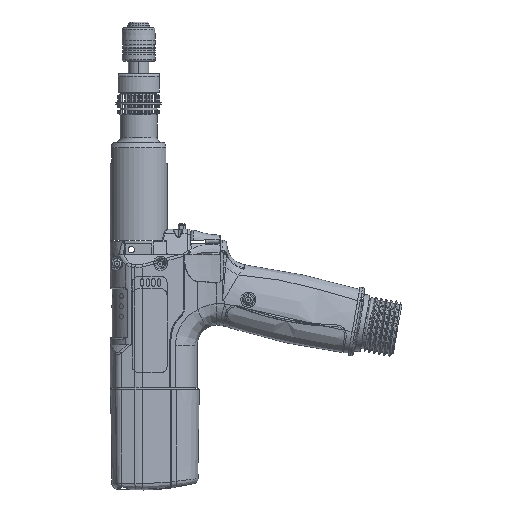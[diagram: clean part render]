
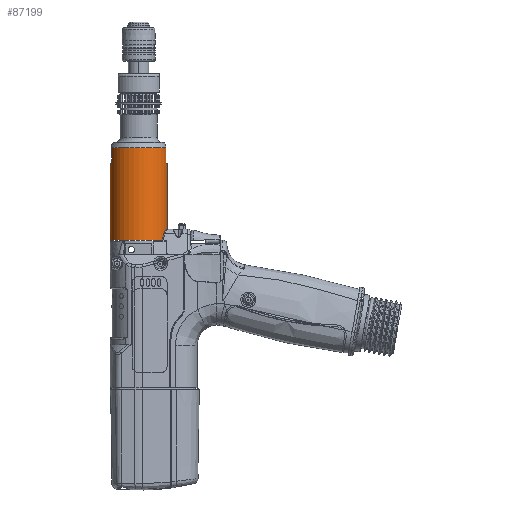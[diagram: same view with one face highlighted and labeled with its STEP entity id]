
A CAD part, left-side view. The second image highlights one B-rep face of the part: STEP entity #87199.
In plain terms, the highlighted cylindrical face has radius 17.78 mm (diameter 35.56 mm), a partial arc.
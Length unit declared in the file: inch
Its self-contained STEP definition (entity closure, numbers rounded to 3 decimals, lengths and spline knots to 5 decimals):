
#80511=DIRECTION('',(0.,0.,-1.));
#80512=VECTOR('',#80511,0.3701);
#80513=CARTESIAN_POINT('',(-0.24359,-0.65625,2.6041));
#80514=LINE('',#80513,#80512);
#80515=CARTESIAN_POINT('',(0.,-0.7,2.20874));
#80516=CARTESIAN_POINT('',(-0.04233,-0.7,2.20874));
#80517=CARTESIAN_POINT('',(-0.12518,-0.69239,
2.21313));
#80518=CARTESIAN_POINT('',(-0.20469,-0.67069,
2.22566));
#80519=CARTESIAN_POINT('',(-0.24359,-0.65625,2.234));
#80521=CARTESIAN_POINT('',(0.,0.,0.3505));
#80522=DIRECTION('',(0.,0.,-1.));
#80523=DIRECTION('',(0.,-1.,0.));
#80524=AXIS2_PLACEMENT_3D('',#80521,#80522,#80523);
#80526=CARTESIAN_POINT('',(-0.24359,0.65625,2.234));
#80527=CARTESIAN_POINT('',(-0.20469,0.67069,
2.22566));
#80528=CARTESIAN_POINT('',(-0.12518,0.69239,
2.21313));
#80529=CARTESIAN_POINT('',(-0.04233,0.7,2.20874));
#80530=CARTESIAN_POINT('',(0.,0.7,2.20874));
#80532=DIRECTION('',(0.,0.,-1.));
#80533=VECTOR('',#80532,0.3701);
#80534=CARTESIAN_POINT('',(-0.24359,0.65625,2.6041));
#80535=LINE('',#80534,#80533);
#80536=CARTESIAN_POINT('',(0.,0.,2.6041));
#80537=DIRECTION('',(0.,0.,-1.));
#80538=DIRECTION('',(-0.348,-0.938,0.));
#80539=AXIS2_PLACEMENT_3D('',#80536,#80537,#80538);
#80570=DIRECTION('',(0.,0.,1.));
#80571=VECTOR('',#80570,1.85824);
#80572=CARTESIAN_POINT('',(0.,0.7,0.3505));
#80573=LINE('',#80572,#80571);
#80579=DIRECTION('',(0.,0.,1.));
#80580=VECTOR('',#80579,1.85824);
#80581=CARTESIAN_POINT('',(0.,-0.7,0.3505));
#80582=LINE('',#80581,#80580);
#85660=CARTESIAN_POINT('',(-0.24359,-0.65625,2.6041));
#85661=CARTESIAN_POINT('',(-0.24359,-0.65625,2.234));
#85662=VERTEX_POINT('',#85660);
#85663=VERTEX_POINT('',#85661);
#85664=VERTEX_POINT('',#80515);
#85665=VERTEX_POINT('',#80526);
#85666=VERTEX_POINT('',#80530);
#85667=CARTESIAN_POINT('',(-0.24359,0.65625,2.6041));
#85668=VERTEX_POINT('',#85667);
#85678=CARTESIAN_POINT('',(0.,-0.7,0.3505));
#85679=VERTEX_POINT('',#85678);
#85680=CARTESIAN_POINT('',(0.,0.7,0.3505));
#85681=VERTEX_POINT('',#85680);
#87176=CARTESIAN_POINT('',(0.,0.,4.6178));
#87177=DIRECTION('',(0.,0.,-1.));
#87178=DIRECTION('',(0.,1.,0.));
#87179=AXIS2_PLACEMENT_3D('',#87176,#87177,#87178);
#87180=CYLINDRICAL_SURFACE('',#87179,0.7);
#87182=ORIENTED_EDGE('',*,*,#87181,.T.);
#87184=ORIENTED_EDGE('',*,*,#87183,.F.);
#87186=ORIENTED_EDGE('',*,*,#87185,.F.);
#87188=ORIENTED_EDGE('',*,*,#87187,.T.);
#87190=ORIENTED_EDGE('',*,*,#87189,.T.);
#87192=ORIENTED_EDGE('',*,*,#87191,.F.);
#87194=ORIENTED_EDGE('',*,*,#87193,.F.);
#87196=ORIENTED_EDGE('',*,*,#87195,.F.);
#87197=EDGE_LOOP('',(#87182,#87184,#87186,#87188,#87190,#87192,#87194,#87196));
#87198=FACE_OUTER_BOUND('',#87197,.F.);
#87199=ADVANCED_FACE('',(#87198),#87180,.T.);
#80520=B_SPLINE_CURVE_WITH_KNOTS('',3,(#80515,#80516,#80517,#80518,#80519),
.UNSPECIFIED.,.F.,.F.,(4,1,4),(0.,0.5,1.),.UNSPECIFIED.);
#80525=CIRCLE('',#80524,0.7);
#80531=B_SPLINE_CURVE_WITH_KNOTS('',3,(#80526,#80527,#80528,#80529,#80530),
.UNSPECIFIED.,.F.,.F.,(4,1,4),(0.,0.5,1.),.UNSPECIFIED.);
#80540=CIRCLE('',#80539,0.7);
#87181=EDGE_CURVE('',#85662,#85663,#80514,.T.);
#87183=EDGE_CURVE('',#85664,#85663,#80520,.T.);
#87185=EDGE_CURVE('',#85679,#85664,#80582,.T.);
#87187=EDGE_CURVE('',#85679,#85681,#80525,.T.);
#87189=EDGE_CURVE('',#85681,#85666,#80573,.T.);
#87191=EDGE_CURVE('',#85665,#85666,#80531,.T.);
#87193=EDGE_CURVE('',#85668,#85665,#80535,.T.);
#87195=EDGE_CURVE('',#85662,#85668,#80540,.T.);
